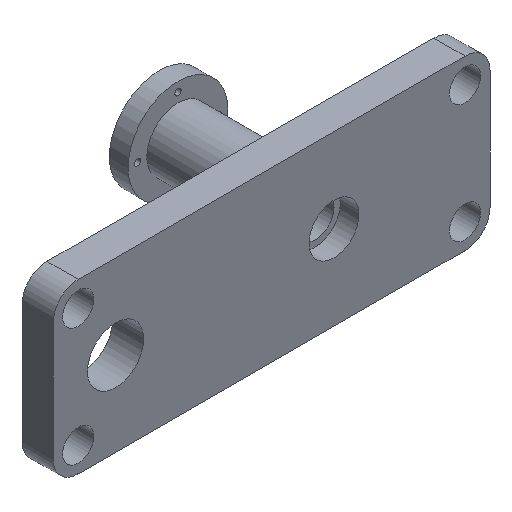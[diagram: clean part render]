
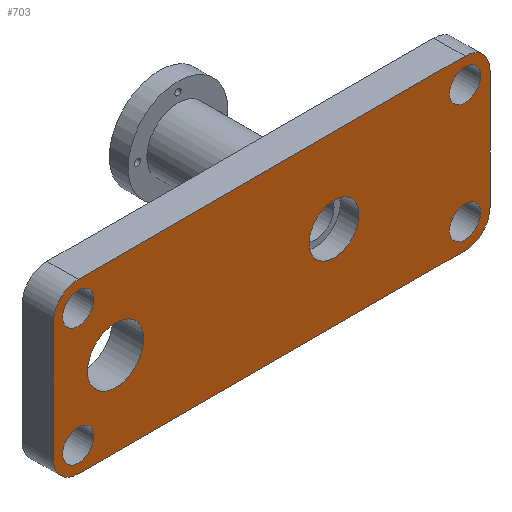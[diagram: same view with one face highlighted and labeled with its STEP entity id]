
A CAD part, isometric view. The second image highlights one B-rep face of the part: STEP entity #703.
In plain terms, the highlighted planar face has unit normal (0, -1, 0).
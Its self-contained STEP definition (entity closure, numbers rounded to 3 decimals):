
#16=CARTESIAN_POINT('',(-125.,0.,0.));
#17=DIRECTION('',(0.,1.,0.));
#18=DIRECTION('',(-1.,0.,0.));
#19=AXIS2_PLACEMENT_3D('',#16,#17,#18);
#21=CARTESIAN_POINT('',(-125.,0.,0.));
#22=DIRECTION('',(0.,1.,0.));
#23=DIRECTION('',(1.,0.,0.));
#24=AXIS2_PLACEMENT_3D('',#21,#22,#23);
#26=CARTESIAN_POINT('',(50.,0.,0.));
#27=DIRECTION('',(0.,1.,0.));
#28=DIRECTION('',(-1.,0.,0.));
#29=AXIS2_PLACEMENT_3D('',#26,#27,#28);
#31=CARTESIAN_POINT('',(50.,0.,0.));
#32=DIRECTION('',(0.,1.,0.));
#33=DIRECTION('',(1.,0.,0.));
#34=AXIS2_PLACEMENT_3D('',#31,#32,#33);
#36=CARTESIAN_POINT('',(-155.,0.,-47.5));
#37=DIRECTION('',(0.,-1.,0.));
#38=DIRECTION('',(1.,0.,0.));
#39=AXIS2_PLACEMENT_3D('',#36,#37,#38);
#41=CARTESIAN_POINT('',(-155.,0.,-47.5));
#42=DIRECTION('',(0.,-1.,0.));
#43=DIRECTION('',(-1.,0.,0.));
#44=AXIS2_PLACEMENT_3D('',#41,#42,#43);
#46=CARTESIAN_POINT('',(155.,0.,-47.5));
#47=DIRECTION('',(0.,-1.,0.));
#48=DIRECTION('',(1.,0.,0.));
#49=AXIS2_PLACEMENT_3D('',#46,#47,#48);
#51=CARTESIAN_POINT('',(155.,0.,-47.5));
#52=DIRECTION('',(0.,-1.,0.));
#53=DIRECTION('',(-1.,0.,0.));
#54=AXIS2_PLACEMENT_3D('',#51,#52,#53);
#56=CARTESIAN_POINT('',(-155.,0.,47.5));
#57=DIRECTION('',(0.,-1.,0.));
#58=DIRECTION('',(1.,0.,0.));
#59=AXIS2_PLACEMENT_3D('',#56,#57,#58);
#61=CARTESIAN_POINT('',(-155.,0.,47.5));
#62=DIRECTION('',(0.,-1.,0.));
#63=DIRECTION('',(-1.,0.,0.));
#64=AXIS2_PLACEMENT_3D('',#61,#62,#63);
#66=CARTESIAN_POINT('',(155.,0.,47.5));
#67=DIRECTION('',(0.,-1.,0.));
#68=DIRECTION('',(1.,0.,0.));
#69=AXIS2_PLACEMENT_3D('',#66,#67,#68);
#71=CARTESIAN_POINT('',(155.,0.,47.5));
#72=DIRECTION('',(0.,-1.,0.));
#73=DIRECTION('',(-1.,0.,0.));
#74=AXIS2_PLACEMENT_3D('',#71,#72,#73);
#76=CARTESIAN_POINT('',(-155.,0.,47.5));
#77=DIRECTION('',(0.,-1.,0.));
#78=DIRECTION('',(0.,0.,1.));
#79=AXIS2_PLACEMENT_3D('',#76,#77,#78);
#81=DIRECTION('',(1.,0.,0.));
#82=VECTOR('',#81,310.);
#83=CARTESIAN_POINT('',(-155.,0.,67.5));
#84=LINE('',#83,#82);
#85=CARTESIAN_POINT('',(155.,0.,47.5));
#86=DIRECTION('',(0.,-1.,0.));
#87=DIRECTION('',(1.,0.,0.));
#88=AXIS2_PLACEMENT_3D('',#85,#86,#87);
#90=DIRECTION('',(0.,0.,-1.));
#91=VECTOR('',#90,95.);
#92=CARTESIAN_POINT('',(175.,0.,47.5));
#93=LINE('',#92,#91);
#94=CARTESIAN_POINT('',(155.,0.,-47.5));
#95=DIRECTION('',(0.,-1.,0.));
#96=DIRECTION('',(0.,0.,-1.));
#97=AXIS2_PLACEMENT_3D('',#94,#95,#96);
#99=DIRECTION('',(-1.,0.,0.));
#100=VECTOR('',#99,310.);
#101=CARTESIAN_POINT('',(155.,0.,-67.5));
#102=LINE('',#101,#100);
#103=CARTESIAN_POINT('',(-155.,0.,-47.5));
#104=DIRECTION('',(0.,-1.,0.));
#105=DIRECTION('',(-1.,0.,0.));
#106=AXIS2_PLACEMENT_3D('',#103,#104,#105);
#108=DIRECTION('',(0.,0.,1.));
#109=VECTOR('',#108,95.);
#110=CARTESIAN_POINT('',(-175.,0.,-47.5));
#111=LINE('',#110,#109);
#504=CARTESIAN_POINT('',(-147.5,0.,0.));
#505=CARTESIAN_POINT('',(-102.5,0.,0.));
#506=VERTEX_POINT('',#504);
#507=VERTEX_POINT('',#505);
#516=CARTESIAN_POINT('',(30.,0.,0.));
#517=CARTESIAN_POINT('',(70.,0.,0.));
#518=VERTEX_POINT('',#516);
#519=VERTEX_POINT('',#517);
#540=CARTESIAN_POINT('',(-142.5,0.,-47.5));
#541=CARTESIAN_POINT('',(-167.5,0.,-47.5));
#542=VERTEX_POINT('',#540);
#543=VERTEX_POINT('',#541);
#548=CARTESIAN_POINT('',(167.5,0.,-47.5));
#549=CARTESIAN_POINT('',(142.5,0.,-47.5));
#550=VERTEX_POINT('',#548);
#551=VERTEX_POINT('',#549);
#556=CARTESIAN_POINT('',(-142.5,0.,47.5));
#557=CARTESIAN_POINT('',(-167.5,0.,47.5));
#558=VERTEX_POINT('',#556);
#559=VERTEX_POINT('',#557);
#564=CARTESIAN_POINT('',(167.5,0.,47.5));
#565=CARTESIAN_POINT('',(142.5,0.,47.5));
#566=VERTEX_POINT('',#564);
#567=VERTEX_POINT('',#565);
#580=CARTESIAN_POINT('',(-155.,0.,67.5));
#581=CARTESIAN_POINT('',(-175.,0.,47.5));
#582=VERTEX_POINT('',#580);
#583=VERTEX_POINT('',#581);
#588=CARTESIAN_POINT('',(-175.,0.,-47.5));
#589=CARTESIAN_POINT('',(-155.,0.,-67.5));
#590=VERTEX_POINT('',#588);
#591=VERTEX_POINT('',#589);
#596=CARTESIAN_POINT('',(155.,0.,-67.5));
#597=CARTESIAN_POINT('',(175.,0.,-47.5));
#598=VERTEX_POINT('',#596);
#599=VERTEX_POINT('',#597);
#604=CARTESIAN_POINT('',(175.,0.,47.5));
#605=CARTESIAN_POINT('',(155.,0.,67.5));
#606=VERTEX_POINT('',#604);
#607=VERTEX_POINT('',#605);
#644=CARTESIAN_POINT('',(0.,0.,0.));
#645=DIRECTION('',(0.,1.,0.));
#646=DIRECTION('',(1.,0.,0.));
#647=AXIS2_PLACEMENT_3D('',#644,#645,#646);
#648=PLANE('',#647);
#650=ORIENTED_EDGE('',*,*,#649,.F.);
#652=ORIENTED_EDGE('',*,*,#651,.T.);
#654=ORIENTED_EDGE('',*,*,#653,.F.);
#656=ORIENTED_EDGE('',*,*,#655,.T.);
#658=ORIENTED_EDGE('',*,*,#657,.F.);
#660=ORIENTED_EDGE('',*,*,#659,.T.);
#662=ORIENTED_EDGE('',*,*,#661,.F.);
#664=ORIENTED_EDGE('',*,*,#663,.T.);
#665=EDGE_LOOP('',(#650,#652,#654,#656,#658,#660,#662,#664));
#666=FACE_OUTER_BOUND('',#665,.F.);
#668=ORIENTED_EDGE('',*,*,#667,.F.);
#670=ORIENTED_EDGE('',*,*,#669,.F.);
#671=EDGE_LOOP('',(#668,#670));
#672=FACE_BOUND('',#671,.F.);
#674=ORIENTED_EDGE('',*,*,#673,.T.);
#676=ORIENTED_EDGE('',*,*,#675,.T.);
#677=EDGE_LOOP('',(#674,#676));
#678=FACE_BOUND('',#677,.F.);
#680=ORIENTED_EDGE('',*,*,#679,.T.);
#682=ORIENTED_EDGE('',*,*,#681,.T.);
#683=EDGE_LOOP('',(#680,#682));
#684=FACE_BOUND('',#683,.F.);
#686=ORIENTED_EDGE('',*,*,#685,.T.);
#688=ORIENTED_EDGE('',*,*,#687,.T.);
#689=EDGE_LOOP('',(#686,#688));
#690=FACE_BOUND('',#689,.F.);
#692=ORIENTED_EDGE('',*,*,#691,.T.);
#694=ORIENTED_EDGE('',*,*,#693,.T.);
#695=EDGE_LOOP('',(#692,#694));
#696=FACE_BOUND('',#695,.F.);
#698=ORIENTED_EDGE('',*,*,#697,.F.);
#700=ORIENTED_EDGE('',*,*,#699,.F.);
#701=EDGE_LOOP('',(#698,#700));
#702=FACE_BOUND('',#701,.F.);
#20=CIRCLE('',#19,22.5);
#25=CIRCLE('',#24,22.5);
#30=CIRCLE('',#29,20.);
#35=CIRCLE('',#34,20.);
#40=CIRCLE('',#39,12.5);
#45=CIRCLE('',#44,12.5);
#50=CIRCLE('',#49,12.5);
#55=CIRCLE('',#54,12.5);
#60=CIRCLE('',#59,12.5);
#65=CIRCLE('',#64,12.5);
#70=CIRCLE('',#69,12.5);
#75=CIRCLE('',#74,12.5);
#80=CIRCLE('',#79,20.);
#89=CIRCLE('',#88,20.);
#98=CIRCLE('',#97,20.);
#107=CIRCLE('',#106,20.);
#649=EDGE_CURVE('',#582,#583,#80,.T.);
#651=EDGE_CURVE('',#582,#607,#84,.T.);
#653=EDGE_CURVE('',#606,#607,#89,.T.);
#655=EDGE_CURVE('',#606,#599,#93,.T.);
#657=EDGE_CURVE('',#598,#599,#98,.T.);
#659=EDGE_CURVE('',#598,#591,#102,.T.);
#661=EDGE_CURVE('',#590,#591,#107,.T.);
#663=EDGE_CURVE('',#590,#583,#111,.T.);
#667=EDGE_CURVE('',#518,#519,#30,.T.);
#669=EDGE_CURVE('',#519,#518,#35,.T.);
#673=EDGE_CURVE('',#542,#543,#40,.T.);
#675=EDGE_CURVE('',#543,#542,#45,.T.);
#679=EDGE_CURVE('',#550,#551,#50,.T.);
#681=EDGE_CURVE('',#551,#550,#55,.T.);
#685=EDGE_CURVE('',#558,#559,#60,.T.);
#687=EDGE_CURVE('',#559,#558,#65,.T.);
#691=EDGE_CURVE('',#566,#567,#70,.T.);
#693=EDGE_CURVE('',#567,#566,#75,.T.);
#697=EDGE_CURVE('',#506,#507,#20,.T.);
#699=EDGE_CURVE('',#507,#506,#25,.T.);
#703=ADVANCED_FACE('',(#666,#672,#678,#684,#690,#696,#702),#648,.F.);
